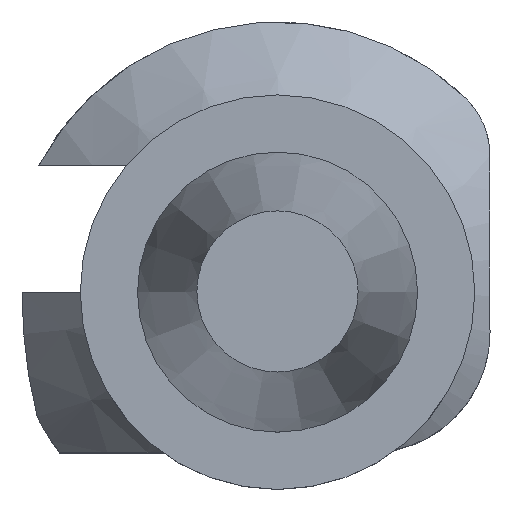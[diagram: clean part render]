
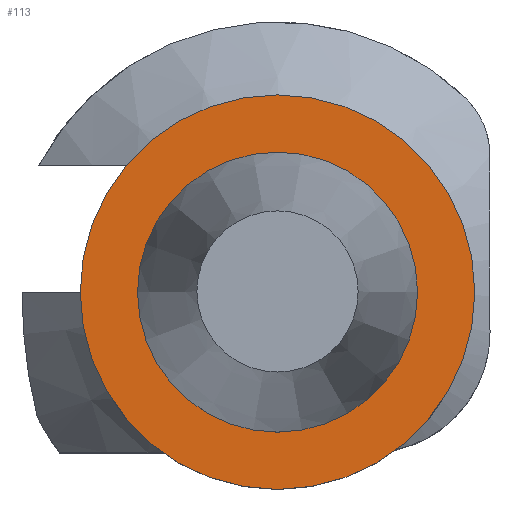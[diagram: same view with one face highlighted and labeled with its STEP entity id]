
A CAD part, top view. The second image highlights one B-rep face of the part: STEP entity #113.
In plain terms, the highlighted planar face has unit normal (0, 0, 1).
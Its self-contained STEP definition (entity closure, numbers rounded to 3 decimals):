
#113=ADVANCED_FACE('Unnamed[1]',(#333,#334),#335,.T.);
#182=EDGE_CURVE('Unnamed[1]',#442,#442,#443,.T.);
#260=EDGE_CURVE('Unnamed[1]',#548,#548,#549,.T.);
#333=FACE_OUTER_BOUND('',#650,.T.);
#334=FACE_BOUND('',#651,.T.);
#335=PLANE('',#652);
#442=VERTEX_POINT('',#808);
#443=CIRCLE('',#809,49.213);
#548=VERTEX_POINT('',#968);
#549=CIRCLE('',#969,34.925);
#650=EDGE_LOOP('',(#1100));
#651=EDGE_LOOP('',(#1101));
#652=AXIS2_PLACEMENT_3D('',#1102,#1103,#1104);
#808=CARTESIAN_POINT('',(49.213,0.,-1.5));
#809=AXIS2_PLACEMENT_3D('',#1211,#1212,#1213);
#968=CARTESIAN_POINT('',(34.925,0.,-1.5));
#969=AXIS2_PLACEMENT_3D('',#1337,#1338,#1339);
#1100=ORIENTED_EDGE('',*,*,#182,.F.);
#1101=ORIENTED_EDGE('',*,*,#260,.T.);
#1102=CARTESIAN_POINT('',(42.069,0.,-1.5));
#1103=DIRECTION('',(0.,0.,1.0));
#1104=DIRECTION('',(-1.0,0.,0.));
#1211=CARTESIAN_POINT('',(0.,0.,-1.5));
#1212=DIRECTION('',(0.,0.,-1.0));
#1213=DIRECTION('',(1.0,0.,0.));
#1337=CARTESIAN_POINT('',(0.,0.,-1.5));
#1338=DIRECTION('',(0.,0.,-1.0));
#1339=DIRECTION('',(1.0,0.,0.));
